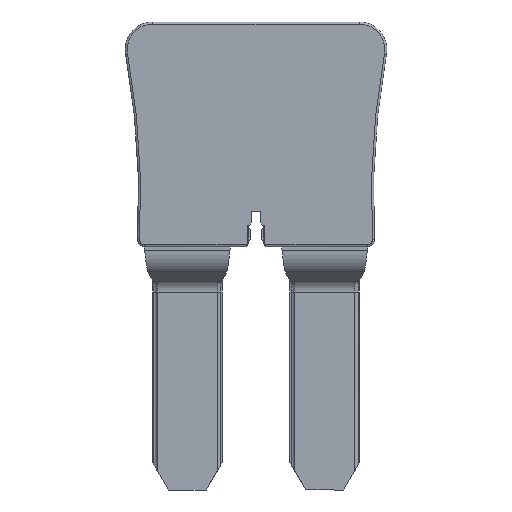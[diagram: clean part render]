
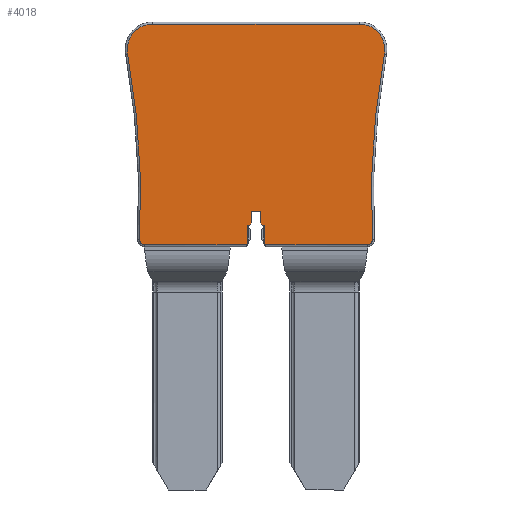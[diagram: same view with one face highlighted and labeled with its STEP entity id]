
A CAD part, front view. The second image highlights one B-rep face of the part: STEP entity #4018.
In plain terms, the highlighted planar face has unit normal (0, -1, 0).
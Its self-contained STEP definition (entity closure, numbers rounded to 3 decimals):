
#750=AXIS2_PLACEMENT_3D('Circle Axis2P3D',#748,#749,$) ;
#1668=AXIS2_PLACEMENT_3D('Circle Axis2P3D',#1666,#1667,$) ;
#1711=AXIS2_PLACEMENT_3D('Circle Axis2P3D',#1709,#1710,$) ;
#2012=AXIS2_PLACEMENT_3D('Circle Axis2P3D',#2010,#2011,$) ;
#2094=AXIS2_PLACEMENT_3D('Circle Axis2P3D',#2092,#2093,$) ;
#2160=AXIS2_PLACEMENT_3D('Circle Axis2P3D',#2158,#2159,$) ;
#3987=AXIS2_PLACEMENT_3D('Plane Axis2P3D',#3984,#3985,#3986) ;
#221=CARTESIAN_POINT('Vertex',(35.316,0.,35.736)) ;
#224=CARTESIAN_POINT('Line Origine',(19.065,0.,35.736)) ;
#228=CARTESIAN_POINT('Vertex',(20.342,0.,35.736)) ;
#745=CARTESIAN_POINT('Vertex',(36.015,0.,36.471)) ;
#748=CARTESIAN_POINT('Axis2P3D Location',(35.316,0.,36.436)) ;
#1613=CARTESIAN_POINT('Vertex',(4.,0.,67.875)) ;
#1616=CARTESIAN_POINT('Line Origine',(19.065,0.,67.875)) ;
#1620=CARTESIAN_POINT('Vertex',(34.129,0.,67.875)) ;
#1666=CARTESIAN_POINT('Axis2P3D Location',(34.129,0.,64.175)) ;
#1670=CARTESIAN_POINT('Vertex',(37.77,0.,63.513)) ;
#1709=CARTESIAN_POINT('Axis2P3D Location',(153.596,0.,42.42)) ;
#1896=CARTESIAN_POINT('Line Origine',(19.065,0.,35.736)) ;
#1900=CARTESIAN_POINT('Vertex',(17.788,0.,35.736)) ;
#1902=CARTESIAN_POINT('Vertex',(2.813,0.,35.736)) ;
#2010=CARTESIAN_POINT('Axis2P3D Location',(2.813,0.,36.436)) ;
#2014=CARTESIAN_POINT('Vertex',(2.114,0.,36.471)) ;
#2092=CARTESIAN_POINT('Axis2P3D Location',(-115.466,0.,42.42)) ;
#2096=CARTESIAN_POINT('Vertex',(0.36,0.,63.513)) ;
#2158=CARTESIAN_POINT('Axis2P3D Location',(4.,0.,64.175)) ;
#3082=CARTESIAN_POINT('Vertex',(19.965,0.,38.575)) ;
#3087=CARTESIAN_POINT('Line Origine',(19.865,0.,38.749)) ;
#3091=CARTESIAN_POINT('Vertex',(19.765,0.,38.922)) ;
#3123=CARTESIAN_POINT('Vertex',(18.365,0.,38.922)) ;
#3128=CARTESIAN_POINT('Line Origine',(18.265,0.,38.749)) ;
#3132=CARTESIAN_POINT('Vertex',(18.165,0.,38.575)) ;
#3276=CARTESIAN_POINT('Line Origine',(19.765,0.,39.737)) ;
#3280=CARTESIAN_POINT('Vertex',(19.765,0.,40.553)) ;
#3305=CARTESIAN_POINT('Vertex',(18.365,0.,40.553)) ;
#3308=CARTESIAN_POINT('Line Origine',(18.365,0.,39.737)) ;
#3339=CARTESIAN_POINT('Line Origine',(20.04,0.,40.553)) ;
#3560=CARTESIAN_POINT('Line Origine',(20.09,0.,38.575)) ;
#3564=CARTESIAN_POINT('Vertex',(20.215,0.,38.575)) ;
#3578=CARTESIAN_POINT('Vertex',(20.34,0.,38.575)) ;
#3581=CARTESIAN_POINT('Line Origine',(20.277,0.,38.575)) ;
#3717=CARTESIAN_POINT('Line Origine',(20.341,0.,35.738)) ;
#3721=CARTESIAN_POINT('Vertex',(20.34,0.,35.74)) ;
#3750=CARTESIAN_POINT('Line Origine',(20.34,0.,51.806)) ;
#3773=CARTESIAN_POINT('Line Origine',(18.04,0.,38.575)) ;
#3777=CARTESIAN_POINT('Vertex',(17.915,0.,38.575)) ;
#3780=CARTESIAN_POINT('Line Origine',(17.852,0.,38.575)) ;
#3784=CARTESIAN_POINT('Vertex',(17.79,0.,38.575)) ;
#3947=CARTESIAN_POINT('Vertex',(17.79,0.,35.74)) ;
#3950=CARTESIAN_POINT('Line Origine',(17.789,0.,35.738)) ;
#3984=CARTESIAN_POINT('Axis2P3D Location',(19.065,0.,67.175)) ;
#3989=CARTESIAN_POINT('Line Origine',(17.79,0.,37.158)) ;
#225=DIRECTION('Vector Direction',(1.,0.,0.)) ;
#749=DIRECTION('Axis2P3D Direction',(0.,1.,0.)) ;
#1617=DIRECTION('Vector Direction',(-1.,0.,0.)) ;
#1667=DIRECTION('Axis2P3D Direction',(0.,1.,0.)) ;
#1710=DIRECTION('Axis2P3D Direction',(0.,1.,0.)) ;
#1897=DIRECTION('Vector Direction',(-1.,0.,0.)) ;
#2011=DIRECTION('Axis2P3D Direction',(0.,1.,0.)) ;
#2093=DIRECTION('Axis2P3D Direction',(0.,1.,0.)) ;
#2159=DIRECTION('Axis2P3D Direction',(0.,1.,0.)) ;
#3088=DIRECTION('Vector Direction',(-0.5,0.,0.866)) ;
#3129=DIRECTION('Vector Direction',(0.5,0.,0.866)) ;
#3277=DIRECTION('Vector Direction',(0.,0.,1.)) ;
#3309=DIRECTION('Vector Direction',(0.,0.,1.)) ;
#3340=DIRECTION('Vector Direction',(1.,0.,0.)) ;
#3561=DIRECTION('Vector Direction',(1.,0.,0.)) ;
#3582=DIRECTION('Vector Direction',(-1.,0.,0.)) ;
#3718=DIRECTION('Vector Direction',(-0.5,0.,0.866)) ;
#3751=DIRECTION('Vector Direction',(0.,0.,-1.)) ;
#3774=DIRECTION('Vector Direction',(1.,0.,0.)) ;
#3781=DIRECTION('Vector Direction',(-1.,0.,0.)) ;
#3951=DIRECTION('Vector Direction',(0.5,0.,0.866)) ;
#3985=DIRECTION('Axis2P3D Direction',(0.,1.,0.)) ;
#3986=DIRECTION('Axis2P3D XDirection',(0.,0.,1.)) ;
#3990=DIRECTION('Vector Direction',(0.,0.,1.)) ;
#226=VECTOR('Line Direction',#225,1.) ;
#1618=VECTOR('Line Direction',#1617,1.) ;
#1898=VECTOR('Line Direction',#1897,1.) ;
#3089=VECTOR('Line Direction',#3088,1.) ;
#3130=VECTOR('Line Direction',#3129,1.) ;
#3278=VECTOR('Line Direction',#3277,1.) ;
#3310=VECTOR('Line Direction',#3309,1.) ;
#3341=VECTOR('Line Direction',#3340,1.) ;
#3562=VECTOR('Line Direction',#3561,1.) ;
#3583=VECTOR('Line Direction',#3582,1.) ;
#3719=VECTOR('Line Direction',#3718,1.) ;
#3752=VECTOR('Line Direction',#3751,1.) ;
#3775=VECTOR('Line Direction',#3774,1.) ;
#3782=VECTOR('Line Direction',#3781,1.) ;
#3952=VECTOR('Line Direction',#3951,1.) ;
#3991=VECTOR('Line Direction',#3990,1.) ;
#3995=ORIENTED_EDGE('',*,*,#230,.F.) ;
#3996=ORIENTED_EDGE('',*,*,#752,.F.) ;
#3997=ORIENTED_EDGE('',*,*,#1713,.F.) ;
#3998=ORIENTED_EDGE('',*,*,#1672,.F.) ;
#3999=ORIENTED_EDGE('',*,*,#1622,.F.) ;
#4000=ORIENTED_EDGE('',*,*,#2162,.F.) ;
#4001=ORIENTED_EDGE('',*,*,#2098,.F.) ;
#4002=ORIENTED_EDGE('',*,*,#2016,.F.) ;
#4003=ORIENTED_EDGE('',*,*,#1904,.F.) ;
#4004=ORIENTED_EDGE('',*,*,#3954,.F.) ;
#4005=ORIENTED_EDGE('',*,*,#3993,.T.) ;
#4006=ORIENTED_EDGE('',*,*,#3786,.F.) ;
#4007=ORIENTED_EDGE('',*,*,#3779,.T.) ;
#4008=ORIENTED_EDGE('',*,*,#3134,.T.) ;
#4009=ORIENTED_EDGE('',*,*,#3312,.T.) ;
#4010=ORIENTED_EDGE('',*,*,#3343,.T.) ;
#4011=ORIENTED_EDGE('',*,*,#3282,.T.) ;
#4012=ORIENTED_EDGE('',*,*,#3093,.T.) ;
#4013=ORIENTED_EDGE('',*,*,#3566,.T.) ;
#4014=ORIENTED_EDGE('',*,*,#3585,.F.) ;
#4015=ORIENTED_EDGE('',*,*,#3754,.T.) ;
#4016=ORIENTED_EDGE('',*,*,#3723,.F.) ;
#4018=ADVANCED_FACE('ZQV_50-70-2_814572_PlasticPart',(#4017),#3988,.F.) ;
#751=CIRCLE('generated circle',#750,0.7) ;
#1669=CIRCLE('generated circle',#1668,3.7) ;
#1712=CIRCLE('generated circle',#1711,117.731) ;
#2013=CIRCLE('generated circle',#2012,0.7) ;
#2095=CIRCLE('generated circle',#2094,117.731) ;
#2161=CIRCLE('generated circle',#2160,3.7) ;
#230=EDGE_CURVE('',#222,#229,#227,.F.) ;
#752=EDGE_CURVE('',#746,#222,#751,.T.) ;
#1622=EDGE_CURVE('',#1614,#1621,#1619,.F.) ;
#1672=EDGE_CURVE('',#1621,#1671,#1669,.T.) ;
#1713=EDGE_CURVE('',#1671,#746,#1712,.F.) ;
#1904=EDGE_CURVE('',#1901,#1903,#1899,.T.) ;
#2016=EDGE_CURVE('',#1903,#2015,#2013,.T.) ;
#2098=EDGE_CURVE('',#2015,#2097,#2095,.F.) ;
#2162=EDGE_CURVE('',#2097,#1614,#2161,.T.) ;
#3093=EDGE_CURVE('',#3092,#3083,#3090,.F.) ;
#3134=EDGE_CURVE('',#3133,#3124,#3131,.T.) ;
#3282=EDGE_CURVE('',#3281,#3092,#3279,.F.) ;
#3312=EDGE_CURVE('',#3124,#3306,#3311,.T.) ;
#3343=EDGE_CURVE('',#3306,#3281,#3342,.T.) ;
#3566=EDGE_CURVE('',#3083,#3565,#3563,.T.) ;
#3585=EDGE_CURVE('',#3579,#3565,#3584,.T.) ;
#3723=EDGE_CURVE('',#229,#3722,#3720,.T.) ;
#3754=EDGE_CURVE('',#3579,#3722,#3753,.T.) ;
#3779=EDGE_CURVE('',#3778,#3133,#3776,.T.) ;
#3786=EDGE_CURVE('',#3778,#3785,#3783,.T.) ;
#3954=EDGE_CURVE('',#3948,#1901,#3953,.F.) ;
#3993=EDGE_CURVE('',#3948,#3785,#3992,.T.) ;
#3994=EDGE_LOOP('',(#3995,#3996,#3997,#3998,#3999,#4000,#4001,#4002,#4003,#4004,#4005,#4006,#4007,#4008,#4009,#4010,#4011,#4012,#4013,#4014,#4015,#4016)) ;
#4017=FACE_OUTER_BOUND('',#3994,.T.) ;
#227=LINE('Line',#224,#226) ;
#1619=LINE('Line',#1616,#1618) ;
#1899=LINE('Line',#1896,#1898) ;
#3090=LINE('Line',#3087,#3089) ;
#3131=LINE('Line',#3128,#3130) ;
#3279=LINE('Line',#3276,#3278) ;
#3311=LINE('Line',#3308,#3310) ;
#3342=LINE('Line',#3339,#3341) ;
#3563=LINE('Line',#3560,#3562) ;
#3584=LINE('Line',#3581,#3583) ;
#3720=LINE('Line',#3717,#3719) ;
#3753=LINE('Line',#3750,#3752) ;
#3776=LINE('Line',#3773,#3775) ;
#3783=LINE('Line',#3780,#3782) ;
#3953=LINE('Line',#3950,#3952) ;
#3992=LINE('Line',#3989,#3991) ;
#3988=PLANE('',#3987) ;
#222=VERTEX_POINT('',#221) ;
#229=VERTEX_POINT('',#228) ;
#746=VERTEX_POINT('',#745) ;
#1614=VERTEX_POINT('',#1613) ;
#1621=VERTEX_POINT('',#1620) ;
#1671=VERTEX_POINT('',#1670) ;
#1901=VERTEX_POINT('',#1900) ;
#1903=VERTEX_POINT('',#1902) ;
#2015=VERTEX_POINT('',#2014) ;
#2097=VERTEX_POINT('',#2096) ;
#3083=VERTEX_POINT('',#3082) ;
#3092=VERTEX_POINT('',#3091) ;
#3124=VERTEX_POINT('',#3123) ;
#3133=VERTEX_POINT('',#3132) ;
#3281=VERTEX_POINT('',#3280) ;
#3306=VERTEX_POINT('',#3305) ;
#3565=VERTEX_POINT('',#3564) ;
#3579=VERTEX_POINT('',#3578) ;
#3722=VERTEX_POINT('',#3721) ;
#3778=VERTEX_POINT('',#3777) ;
#3785=VERTEX_POINT('',#3784) ;
#3948=VERTEX_POINT('',#3947) ;
